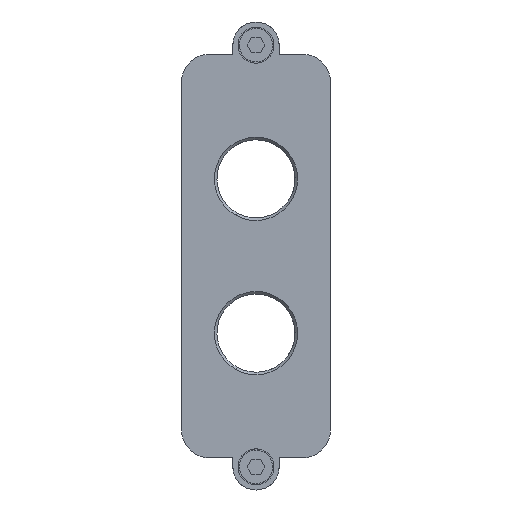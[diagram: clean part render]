
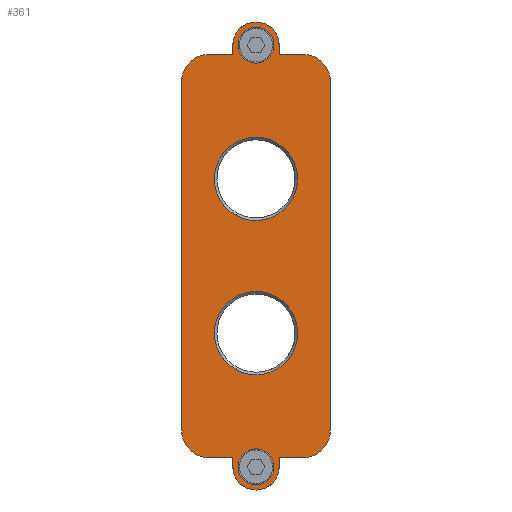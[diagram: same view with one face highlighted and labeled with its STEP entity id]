
A CAD part, top view. The second image highlights one B-rep face of the part: STEP entity #361.
In plain terms, the highlighted planar face has unit normal (0, 0, 1).
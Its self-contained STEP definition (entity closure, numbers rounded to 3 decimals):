
#39=AXIS2_PLACEMENT_3D('Circle Axis2P3D',#37,#38,$) ;
#74=AXIS2_PLACEMENT_3D('Circle Axis2P3D',#72,#73,$) ;
#171=AXIS2_PLACEMENT_3D('Plane Axis2P3D',#168,#169,#170) ;
#184=AXIS2_PLACEMENT_3D('Circle Axis2P3D',#182,#183,$) ;
#205=AXIS2_PLACEMENT_3D('Circle Axis2P3D',#203,#204,$) ;
#219=AXIS2_PLACEMENT_3D('Circle Axis2P3D',#217,#218,$) ;
#240=AXIS2_PLACEMENT_3D('Circle Axis2P3D',#238,#239,$) ;
#261=AXIS2_PLACEMENT_3D('Circle Axis2P3D',#259,#260,$) ;
#275=AXIS2_PLACEMENT_3D('Circle Axis2P3D',#273,#274,$) ;
#309=AXIS2_PLACEMENT_3D('Circle Axis2P3D',#307,#308,$) ;
#318=AXIS2_PLACEMENT_3D('Circle Axis2P3D',#316,#317,$) ;
#327=AXIS2_PLACEMENT_3D('Circle Axis2P3D',#325,#326,$) ;
#336=AXIS2_PLACEMENT_3D('Circle Axis2P3D',#334,#335,$) ;
#345=AXIS2_PLACEMENT_3D('Circle Axis2P3D',#343,#344,$) ;
#354=AXIS2_PLACEMENT_3D('Circle Axis2P3D',#352,#353,$) ;
#37=CARTESIAN_POINT('Axis2P3D Location',(29.,61.,105.)) ;
#41=CARTESIAN_POINT('Vertex',(36.762,75.208,105.)) ;
#43=CARTESIAN_POINT('Vertex',(21.238,46.792,105.)) ;
#72=CARTESIAN_POINT('Axis2P3D Location',(29.,61.,105.)) ;
#168=CARTESIAN_POINT('Axis2P3D Location',(29.,91.,105.)) ;
#173=CARTESIAN_POINT('Line Origine',(20.,10.75,105.)) ;
#177=CARTESIAN_POINT('Vertex',(20.,12.5,105.)) ;
#179=CARTESIAN_POINT('Vertex',(20.,9.,105.)) ;
#182=CARTESIAN_POINT('Axis2P3D Location',(29.,9.,105.)) ;
#186=CARTESIAN_POINT('Vertex',(38.,9.,105.)) ;
#189=CARTESIAN_POINT('Line Origine',(38.,10.75,105.)) ;
#193=CARTESIAN_POINT('Vertex',(38.,12.5,105.)) ;
#196=CARTESIAN_POINT('Line Origine',(42.5,12.5,105.)) ;
#200=CARTESIAN_POINT('Vertex',(47.,12.5,105.)) ;
#203=CARTESIAN_POINT('Axis2P3D Location',(47.,23.5,105.)) ;
#207=CARTESIAN_POINT('Vertex',(58.,23.5,105.)) ;
#210=CARTESIAN_POINT('Line Origine',(58.,91.,105.)) ;
#214=CARTESIAN_POINT('Vertex',(58.,158.5,105.)) ;
#217=CARTESIAN_POINT('Axis2P3D Location',(47.,158.5,105.)) ;
#221=CARTESIAN_POINT('Vertex',(47.,169.5,105.)) ;
#224=CARTESIAN_POINT('Line Origine',(42.5,169.5,105.)) ;
#228=CARTESIAN_POINT('Vertex',(38.,169.5,105.)) ;
#231=CARTESIAN_POINT('Line Origine',(38.,171.25,105.)) ;
#235=CARTESIAN_POINT('Vertex',(38.,173.,105.)) ;
#238=CARTESIAN_POINT('Axis2P3D Location',(29.,173.,105.)) ;
#242=CARTESIAN_POINT('Vertex',(20.,173.,105.)) ;
#245=CARTESIAN_POINT('Line Origine',(20.,171.25,105.)) ;
#249=CARTESIAN_POINT('Vertex',(20.,169.5,105.)) ;
#252=CARTESIAN_POINT('Line Origine',(15.5,169.5,105.)) ;
#256=CARTESIAN_POINT('Vertex',(11.,169.5,105.)) ;
#259=CARTESIAN_POINT('Axis2P3D Location',(11.,158.5,105.)) ;
#263=CARTESIAN_POINT('Vertex',(0.,158.5,105.)) ;
#266=CARTESIAN_POINT('Line Origine',(0.,91.,105.)) ;
#270=CARTESIAN_POINT('Vertex',(0.,23.5,105.)) ;
#273=CARTESIAN_POINT('Axis2P3D Location',(11.,23.5,105.)) ;
#277=CARTESIAN_POINT('Vertex',(11.,12.5,105.)) ;
#280=CARTESIAN_POINT('Line Origine',(15.5,12.5,105.)) ;
#307=CARTESIAN_POINT('Axis2P3D Location',(29.,121.,105.)) ;
#311=CARTESIAN_POINT('Vertex',(21.238,106.792,105.)) ;
#313=CARTESIAN_POINT('Vertex',(36.762,135.208,105.)) ;
#316=CARTESIAN_POINT('Axis2P3D Location',(29.,121.,105.)) ;
#325=CARTESIAN_POINT('Axis2P3D Location',(29.,9.,105.)) ;
#329=CARTESIAN_POINT('Vertex',(32.356,15.143,105.)) ;
#331=CARTESIAN_POINT('Vertex',(25.644,2.857,105.)) ;
#334=CARTESIAN_POINT('Axis2P3D Location',(29.,9.,105.)) ;
#343=CARTESIAN_POINT('Axis2P3D Location',(29.,173.,105.)) ;
#347=CARTESIAN_POINT('Vertex',(25.644,166.857,105.)) ;
#349=CARTESIAN_POINT('Vertex',(32.356,179.143,105.)) ;
#352=CARTESIAN_POINT('Axis2P3D Location',(29.,173.,105.)) ;
#38=DIRECTION('Axis2P3D Direction',(0.,-0.,1.)) ;
#73=DIRECTION('Axis2P3D Direction',(0.,-0.,1.)) ;
#169=DIRECTION('Axis2P3D Direction',(0.,0.,-1.)) ;
#170=DIRECTION('Axis2P3D XDirection',(0.,1.,0.)) ;
#174=DIRECTION('Vector Direction',(0.,1.,0.)) ;
#183=DIRECTION('Axis2P3D Direction',(0.,0.,-1.)) ;
#190=DIRECTION('Vector Direction',(0.,-1.,0.)) ;
#197=DIRECTION('Vector Direction',(-1.,0.,0.)) ;
#204=DIRECTION('Axis2P3D Direction',(0.,0.,-1.)) ;
#211=DIRECTION('Vector Direction',(0.,1.,0.)) ;
#218=DIRECTION('Axis2P3D Direction',(0.,0.,-1.)) ;
#225=DIRECTION('Vector Direction',(1.,0.,0.)) ;
#232=DIRECTION('Vector Direction',(0.,1.,0.)) ;
#239=DIRECTION('Axis2P3D Direction',(0.,0.,-1.)) ;
#246=DIRECTION('Vector Direction',(0.,-1.,0.)) ;
#253=DIRECTION('Vector Direction',(1.,0.,0.)) ;
#260=DIRECTION('Axis2P3D Direction',(0.,0.,-1.)) ;
#267=DIRECTION('Vector Direction',(0.,-1.,0.)) ;
#274=DIRECTION('Axis2P3D Direction',(0.,0.,-1.)) ;
#281=DIRECTION('Vector Direction',(-1.,0.,0.)) ;
#308=DIRECTION('Axis2P3D Direction',(0.,0.,-1.)) ;
#317=DIRECTION('Axis2P3D Direction',(0.,0.,-1.)) ;
#326=DIRECTION('Axis2P3D Direction',(0.,0.,-1.)) ;
#335=DIRECTION('Axis2P3D Direction',(0.,0.,-1.)) ;
#344=DIRECTION('Axis2P3D Direction',(0.,0.,-1.)) ;
#353=DIRECTION('Axis2P3D Direction',(0.,0.,-1.)) ;
#175=VECTOR('Line Direction',#174,1.) ;
#191=VECTOR('Line Direction',#190,1.) ;
#198=VECTOR('Line Direction',#197,1.) ;
#212=VECTOR('Line Direction',#211,1.) ;
#226=VECTOR('Line Direction',#225,1.) ;
#233=VECTOR('Line Direction',#232,1.) ;
#247=VECTOR('Line Direction',#246,1.) ;
#254=VECTOR('Line Direction',#253,1.) ;
#268=VECTOR('Line Direction',#267,1.) ;
#282=VECTOR('Line Direction',#281,1.) ;
#286=ORIENTED_EDGE('',*,*,#181,.T.) ;
#287=ORIENTED_EDGE('',*,*,#188,.T.) ;
#288=ORIENTED_EDGE('',*,*,#195,.T.) ;
#289=ORIENTED_EDGE('',*,*,#202,.F.) ;
#290=ORIENTED_EDGE('',*,*,#209,.F.) ;
#291=ORIENTED_EDGE('',*,*,#216,.F.) ;
#292=ORIENTED_EDGE('',*,*,#223,.F.) ;
#293=ORIENTED_EDGE('',*,*,#230,.F.) ;
#294=ORIENTED_EDGE('',*,*,#237,.F.) ;
#295=ORIENTED_EDGE('',*,*,#244,.F.) ;
#296=ORIENTED_EDGE('',*,*,#251,.F.) ;
#297=ORIENTED_EDGE('',*,*,#258,.F.) ;
#298=ORIENTED_EDGE('',*,*,#265,.F.) ;
#299=ORIENTED_EDGE('',*,*,#272,.F.) ;
#300=ORIENTED_EDGE('',*,*,#279,.F.) ;
#301=ORIENTED_EDGE('',*,*,#284,.F.) ;
#304=ORIENTED_EDGE('',*,*,#45,.T.) ;
#305=ORIENTED_EDGE('',*,*,#76,.T.) ;
#322=ORIENTED_EDGE('',*,*,#315,.T.) ;
#323=ORIENTED_EDGE('',*,*,#320,.T.) ;
#340=ORIENTED_EDGE('',*,*,#333,.T.) ;
#341=ORIENTED_EDGE('',*,*,#338,.T.) ;
#358=ORIENTED_EDGE('',*,*,#351,.T.) ;
#359=ORIENTED_EDGE('',*,*,#356,.T.) ;
#306=FACE_BOUND('',#303,.T.) ;
#324=FACE_BOUND('',#321,.T.) ;
#342=FACE_BOUND('',#339,.T.) ;
#360=FACE_BOUND('',#357,.T.) ;
#361=ADVANCED_FACE('HDC_IP68_HP_DE_2M32_DG.1\\49308_DE_STGH_24B_2M32_RSTP_O_GT.1\\KOERPER.2',(#302,#306,#324,#342,#360),#172,.F.) ;
#40=CIRCLE('generated circle',#39,16.19) ;
#75=CIRCLE('generated circle',#74,16.19) ;
#185=CIRCLE('generated circle',#184,9.) ;
#206=CIRCLE('generated circle',#205,11.) ;
#220=CIRCLE('generated circle',#219,11.) ;
#241=CIRCLE('generated circle',#240,9.) ;
#262=CIRCLE('generated circle',#261,11.) ;
#276=CIRCLE('generated circle',#275,11.) ;
#310=CIRCLE('generated circle',#309,16.19) ;
#319=CIRCLE('generated circle',#318,16.19) ;
#328=CIRCLE('generated circle',#327,7.) ;
#337=CIRCLE('generated circle',#336,7.) ;
#346=CIRCLE('generated circle',#345,7.) ;
#355=CIRCLE('generated circle',#354,7.) ;
#45=EDGE_CURVE('',#42,#44,#40,.F.) ;
#76=EDGE_CURVE('',#44,#42,#75,.F.) ;
#181=EDGE_CURVE('',#178,#180,#176,.F.) ;
#188=EDGE_CURVE('',#180,#187,#185,.F.) ;
#195=EDGE_CURVE('',#187,#194,#192,.F.) ;
#202=EDGE_CURVE('',#201,#194,#199,.T.) ;
#209=EDGE_CURVE('',#208,#201,#206,.T.) ;
#216=EDGE_CURVE('',#215,#208,#213,.F.) ;
#223=EDGE_CURVE('',#222,#215,#220,.T.) ;
#230=EDGE_CURVE('',#229,#222,#227,.T.) ;
#237=EDGE_CURVE('',#236,#229,#234,.F.) ;
#244=EDGE_CURVE('',#243,#236,#241,.T.) ;
#251=EDGE_CURVE('',#250,#243,#248,.F.) ;
#258=EDGE_CURVE('',#257,#250,#255,.T.) ;
#265=EDGE_CURVE('',#264,#257,#262,.T.) ;
#272=EDGE_CURVE('',#271,#264,#269,.F.) ;
#279=EDGE_CURVE('',#278,#271,#276,.T.) ;
#284=EDGE_CURVE('',#178,#278,#283,.T.) ;
#315=EDGE_CURVE('',#312,#314,#310,.T.) ;
#320=EDGE_CURVE('',#314,#312,#319,.T.) ;
#333=EDGE_CURVE('',#330,#332,#328,.T.) ;
#338=EDGE_CURVE('',#332,#330,#337,.T.) ;
#351=EDGE_CURVE('',#348,#350,#346,.T.) ;
#356=EDGE_CURVE('',#350,#348,#355,.T.) ;
#285=EDGE_LOOP('',(#286,#287,#288,#289,#290,#291,#292,#293,#294,#295,#296,#297,#298,#299,#300,#301)) ;
#303=EDGE_LOOP('',(#304,#305)) ;
#321=EDGE_LOOP('',(#322,#323)) ;
#339=EDGE_LOOP('',(#340,#341)) ;
#357=EDGE_LOOP('',(#358,#359)) ;
#302=FACE_OUTER_BOUND('',#285,.T.) ;
#176=LINE('Line',#173,#175) ;
#192=LINE('Line',#189,#191) ;
#199=LINE('Line',#196,#198) ;
#213=LINE('Line',#210,#212) ;
#227=LINE('Line',#224,#226) ;
#234=LINE('Line',#231,#233) ;
#248=LINE('Line',#245,#247) ;
#255=LINE('Line',#252,#254) ;
#269=LINE('Line',#266,#268) ;
#283=LINE('Line',#280,#282) ;
#172=PLANE('',#171) ;
#42=VERTEX_POINT('',#41) ;
#44=VERTEX_POINT('',#43) ;
#178=VERTEX_POINT('',#177) ;
#180=VERTEX_POINT('',#179) ;
#187=VERTEX_POINT('',#186) ;
#194=VERTEX_POINT('',#193) ;
#201=VERTEX_POINT('',#200) ;
#208=VERTEX_POINT('',#207) ;
#215=VERTEX_POINT('',#214) ;
#222=VERTEX_POINT('',#221) ;
#229=VERTEX_POINT('',#228) ;
#236=VERTEX_POINT('',#235) ;
#243=VERTEX_POINT('',#242) ;
#250=VERTEX_POINT('',#249) ;
#257=VERTEX_POINT('',#256) ;
#264=VERTEX_POINT('',#263) ;
#271=VERTEX_POINT('',#270) ;
#278=VERTEX_POINT('',#277) ;
#312=VERTEX_POINT('',#311) ;
#314=VERTEX_POINT('',#313) ;
#330=VERTEX_POINT('',#329) ;
#332=VERTEX_POINT('',#331) ;
#348=VERTEX_POINT('',#347) ;
#350=VERTEX_POINT('',#349) ;
